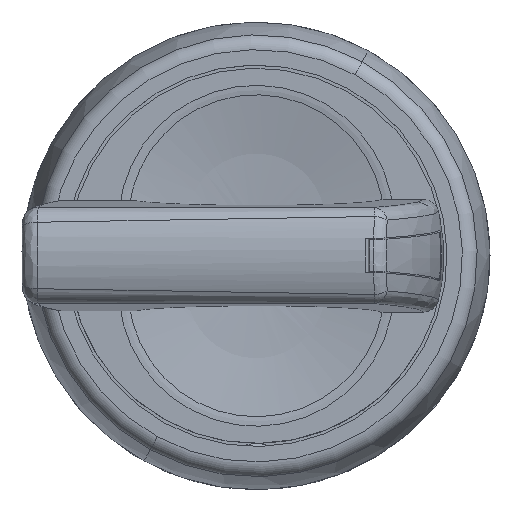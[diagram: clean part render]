
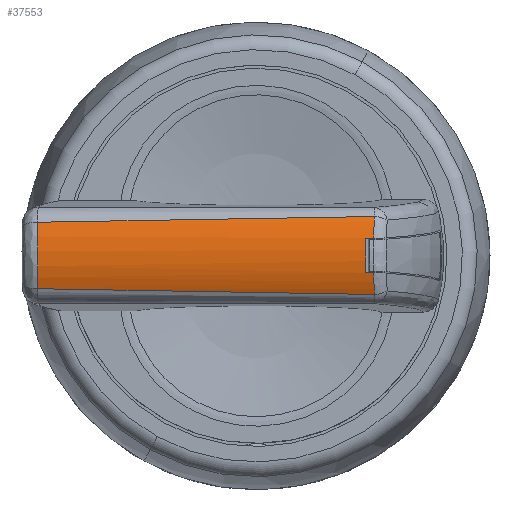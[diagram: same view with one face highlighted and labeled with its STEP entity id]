
A CAD part, top view. The second image highlights one B-rep face of the part: STEP entity #37553.
In plain terms, the highlighted cylindrical face has radius 6 mm (diameter 12 mm), a partial arc.
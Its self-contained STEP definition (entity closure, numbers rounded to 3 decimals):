
#35257=AXIS2_PLACEMENT_3D('Circle Axis2P3D',#35255,#35256,$) ;
#37535=AXIS2_PLACEMENT_3D('Cylinder Axis2P3D',#37532,#37533,#37534) ;
#35252=CARTESIAN_POINT('Vertex',(-1.102,7.,11.898)) ;
#35255=CARTESIAN_POINT('Axis2P3D Location',(0.,7.,6.)) ;
#35259=CARTESIAN_POINT('Vertex',(1.102,7.,11.898)) ;
#36353=CARTESIAN_POINT('Vertex',(2.126,-13.973,11.611)) ;
#36425=CARTESIAN_POINT('Control Point',(-2.126,-13.973,11.611)) ;
#36426=CARTESIAN_POINT('Control Point',(-2.011,-13.975,11.654)) ;
#36427=CARTESIAN_POINT('Control Point',(-1.895,-13.976,11.695)) ;
#36428=CARTESIAN_POINT('Control Point',(-1.777,-13.977,11.733)) ;
#36429=CARTESIAN_POINT('Control Point',(-1.191,-13.982,11.905)) ;
#36430=CARTESIAN_POINT('Control Point',(-0.584,-13.985,12.002)) ;
#36431=CARTESIAN_POINT('Control Point',(-0.094,-13.985,12.029)) ;
#36432=CARTESIAN_POINT('Control Point',(0.656,-13.985,11.995)) ;
#36433=CARTESIAN_POINT('Control Point',(1.388,-13.981,11.846)) ;
#36434=CARTESIAN_POINT('Control Point',(1.639,-13.979,11.781)) ;
#36435=CARTESIAN_POINT('Control Point',(1.885,-13.976,11.702)) ;
#36436=CARTESIAN_POINT('Control Point',(2.126,-13.973,11.611)) ;
#36437=CARTESIAN_POINT('Vertex',(-2.126,-13.973,11.611)) ;
#36844=CARTESIAN_POINT('Vertex',(1.102,7.505,11.898)) ;
#36883=CARTESIAN_POINT('Line Origine',(1.102,9.984,11.898)) ;
#37016=CARTESIAN_POINT('Vertex',(2.493,7.565,11.458)) ;
#37020=CARTESIAN_POINT('Control Point',(2.126,-13.973,11.611)) ;
#37021=CARTESIAN_POINT('Control Point',(2.127,-13.346,11.61)) ;
#37022=CARTESIAN_POINT('Control Point',(2.128,-12.718,11.61)) ;
#37023=CARTESIAN_POINT('Control Point',(2.131,-12.091,11.609)) ;
#37024=CARTESIAN_POINT('Control Point',(2.148,-9.983,11.602)) ;
#37025=CARTESIAN_POINT('Control Point',(2.189,-7.875,11.587)) ;
#37026=CARTESIAN_POINT('Control Point',(2.23,-6.396,11.571)) ;
#37027=CARTESIAN_POINT('Control Point',(2.314,-3.622,11.536)) ;
#37028=CARTESIAN_POINT('Control Point',(2.395,-0.848,11.502)) ;
#37029=CARTESIAN_POINT('Control Point',(2.427,0.446,11.487)) ;
#37030=CARTESIAN_POINT('Control Point',(2.468,2.646,11.469)) ;
#37031=CARTESIAN_POINT('Control Point',(2.487,4.846,11.46)) ;
#37032=CARTESIAN_POINT('Control Point',(2.491,5.752,11.458)) ;
#37033=CARTESIAN_POINT('Control Point',(2.492,6.658,11.458)) ;
#37034=CARTESIAN_POINT('Control Point',(2.493,7.565,11.458)) ;
#37106=CARTESIAN_POINT('Control Point',(1.102,7.505,11.898)) ;
#37107=CARTESIAN_POINT('Control Point',(1.153,7.506,11.888)) ;
#37108=CARTESIAN_POINT('Control Point',(1.204,7.508,11.878)) ;
#37109=CARTESIAN_POINT('Control Point',(1.254,7.509,11.868)) ;
#37110=CARTESIAN_POINT('Control Point',(1.538,7.517,11.805)) ;
#37111=CARTESIAN_POINT('Control Point',(1.818,7.528,11.725)) ;
#37112=CARTESIAN_POINT('Control Point',(2.046,7.538,11.648)) ;
#37113=CARTESIAN_POINT('Control Point',(2.271,7.55,11.559)) ;
#37114=CARTESIAN_POINT('Control Point',(2.493,7.565,11.458)) ;
#37205=CARTESIAN_POINT('Line Origine',(-1.102,9.984,11.898)) ;
#37209=CARTESIAN_POINT('Vertex',(-1.102,7.505,11.898)) ;
#37385=CARTESIAN_POINT('Vertex',(-2.493,7.565,11.458)) ;
#37389=CARTESIAN_POINT('Control Point',(-2.126,-13.973,11.611)) ;
#37390=CARTESIAN_POINT('Control Point',(-2.127,-13.346,11.61)) ;
#37391=CARTESIAN_POINT('Control Point',(-2.128,-12.718,11.61)) ;
#37392=CARTESIAN_POINT('Control Point',(-2.131,-12.091,11.609)) ;
#37393=CARTESIAN_POINT('Control Point',(-2.148,-9.983,11.602)) ;
#37394=CARTESIAN_POINT('Control Point',(-2.189,-7.875,11.587)) ;
#37395=CARTESIAN_POINT('Control Point',(-2.23,-6.396,11.571)) ;
#37396=CARTESIAN_POINT('Control Point',(-2.314,-3.622,11.536)) ;
#37397=CARTESIAN_POINT('Control Point',(-2.395,-0.848,11.502)) ;
#37398=CARTESIAN_POINT('Control Point',(-2.427,0.446,11.487)) ;
#37399=CARTESIAN_POINT('Control Point',(-2.468,2.646,11.469)) ;
#37400=CARTESIAN_POINT('Control Point',(-2.487,4.846,11.46)) ;
#37401=CARTESIAN_POINT('Control Point',(-2.491,5.752,11.458)) ;
#37402=CARTESIAN_POINT('Control Point',(-2.492,6.658,11.458)) ;
#37403=CARTESIAN_POINT('Control Point',(-2.493,7.565,11.458)) ;
#37532=CARTESIAN_POINT('Axis2P3D Location',(0.,0.,6.)) ;
#37538=CARTESIAN_POINT('Control Point',(-1.102,7.505,11.898)) ;
#37539=CARTESIAN_POINT('Control Point',(-1.577,7.517,11.809)) ;
#37540=CARTESIAN_POINT('Control Point',(-2.044,7.536,11.663)) ;
#37541=CARTESIAN_POINT('Control Point',(-2.493,7.565,11.458)) ;
#35256=DIRECTION('Axis2P3D Direction',(0.,1.,0.)) ;
#36884=DIRECTION('Vector Direction',(0.,-1.,0.)) ;
#37206=DIRECTION('Vector Direction',(0.,-1.,0.)) ;
#37533=DIRECTION('Axis2P3D Direction',(-0.,-1.,-0.)) ;
#37534=DIRECTION('Axis2P3D XDirection',(0.508,-0.,0.862)) ;
#36885=VECTOR('Line Direction',#36884,1.) ;
#37207=VECTOR('Line Direction',#37206,1.) ;
#37544=ORIENTED_EDGE('',*,*,#37404,.T.) ;
#37545=ORIENTED_EDGE('',*,*,#36439,.F.) ;
#37546=ORIENTED_EDGE('',*,*,#37035,.F.) ;
#37547=ORIENTED_EDGE('',*,*,#37115,.T.) ;
#37548=ORIENTED_EDGE('',*,*,#36887,.F.) ;
#37549=ORIENTED_EDGE('',*,*,#35261,.F.) ;
#37550=ORIENTED_EDGE('',*,*,#37211,.T.) ;
#37551=ORIENTED_EDGE('',*,*,#37542,.F.) ;
#37553=ADVANCED_FACE('Corps principal ( *SOL1 - wsp *MASTER -  )',(#37552),#37536,.T.) ;
#36424=B_SPLINE_CURVE_WITH_KNOTS('',5,(#36425,#36426,#36427,#36428,#36429,#36430,#36431,#36432,#36433,#36434,#36435,#36436),.UNSPECIFIED.,.F.,.U.,(6,3,3,6),(22.078,22.882,26.057,27.74),.UNSPECIFIED.) ;
#37019=B_SPLINE_CURVE_WITH_KNOTS('',5,(#37020,#37021,#37022,#37023,#37024,#37025,#37026,#37027,#37028,#37029,#37030,#37031,#37032,#37033,#37034),.UNSPECIFIED.,.F.,.U.,(6,3,3,3,6),(8.538,13.971,26.794,38.002,45.849),.UNSPECIFIED.) ;
#37105=B_SPLINE_CURVE_WITH_KNOTS('',5,(#37106,#37107,#37108,#37109,#37110,#37111,#37112,#37113,#37114),.UNSPECIFIED.,.F.,.U.,(6,3,6),(10.25,10.597,12.198),.UNSPECIFIED.) ;
#37388=B_SPLINE_CURVE_WITH_KNOTS('',5,(#37389,#37390,#37391,#37392,#37393,#37394,#37395,#37396,#37397,#37398,#37399,#37400,#37401,#37402,#37403),.UNSPECIFIED.,.F.,.U.,(6,3,3,3,6),(8.538,13.971,26.794,38.001,45.849),.UNSPECIFIED.) ;
#37537=B_SPLINE_CURVE_WITH_KNOTS('',3,(#37538,#37539,#37540,#37541),.UNSPECIFIED.,.F.,.U.,(4,4),(8.13,10.077),.UNSPECIFIED.) ;
#35258=CIRCLE('generated circle',#35257,6.) ;
#37536=CYLINDRICAL_SURFACE('generated cylinder',#37535,6.) ;
#35261=EDGE_CURVE('',#35253,#35260,#35258,.T.) ;
#36439=EDGE_CURVE('',#36354,#36438,#36424,.F.) ;
#36887=EDGE_CURVE('',#35260,#36845,#36886,.F.) ;
#37035=EDGE_CURVE('',#37017,#36354,#37019,.F.) ;
#37115=EDGE_CURVE('',#37017,#36845,#37105,.F.) ;
#37211=EDGE_CURVE('',#35253,#37210,#37208,.F.) ;
#37404=EDGE_CURVE('',#37386,#36438,#37388,.F.) ;
#37542=EDGE_CURVE('',#37386,#37210,#37537,.F.) ;
#37543=EDGE_LOOP('',(#37544,#37545,#37546,#37547,#37548,#37549,#37550,#37551)) ;
#37552=FACE_OUTER_BOUND('',#37543,.T.) ;
#36886=LINE('Line',#36883,#36885) ;
#37208=LINE('Line',#37205,#37207) ;
#35253=VERTEX_POINT('',#35252) ;
#35260=VERTEX_POINT('',#35259) ;
#36354=VERTEX_POINT('',#36353) ;
#36438=VERTEX_POINT('',#36437) ;
#36845=VERTEX_POINT('',#36844) ;
#37017=VERTEX_POINT('',#37016) ;
#37210=VERTEX_POINT('',#37209) ;
#37386=VERTEX_POINT('',#37385) ;
